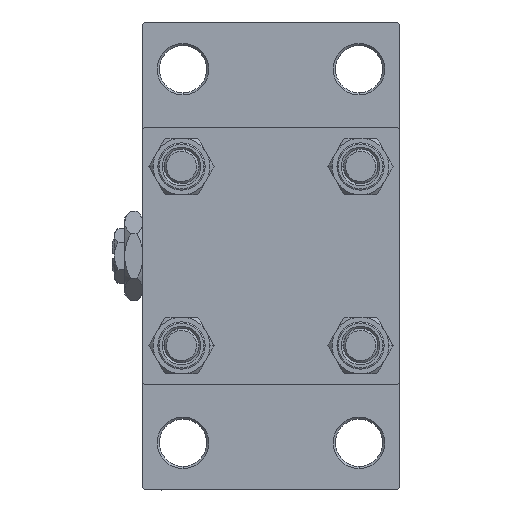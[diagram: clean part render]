
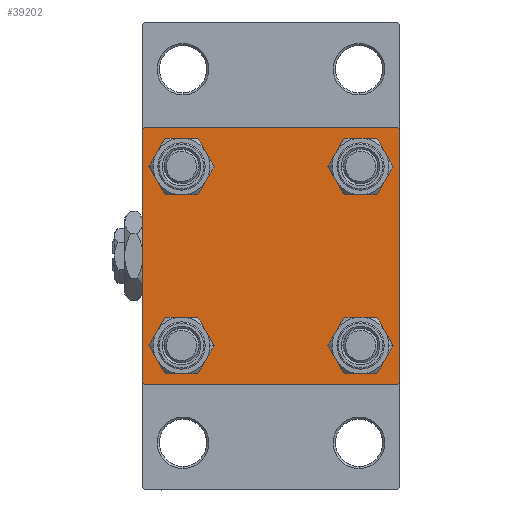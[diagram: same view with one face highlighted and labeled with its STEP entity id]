
A CAD part, left-side view. The second image highlights one B-rep face of the part: STEP entity #39202.
In plain terms, the highlighted planar face has unit normal (-1, 0, 0).
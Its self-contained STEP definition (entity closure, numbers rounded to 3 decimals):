
#129 = VERTEX_POINT ( 'NONE', #21814 ) ;
#467 = VECTOR ( 'NONE', #14560, 1000. ) ;
#806 = DIRECTION ( 'NONE',  ( 0., 0., 1. ) ) ;
#1358 = EDGE_CURVE ( 'NONE', #10996, #8445, #39216, .T. ) ;
#1648 = AXIS2_PLACEMENT_3D ( 'NONE', #43528, #18395, #51233 ) ;
#1703 = CIRCLE ( 'NONE', #16979, 4.5 ) ;
#1867 = VECTOR ( 'NONE', #45133, 1000. ) ;
#2464 = VERTEX_POINT ( 'NONE', #26314 ) ;
#2653 = CARTESIAN_POINT ( 'NONE',  ( 0., 20.85, 25.35 ) ) ;
#2793 = EDGE_CURVE ( 'NONE', #8007, #5858, #8741, .T. ) ;
#2910 = DIRECTION ( 'NONE',  ( 0., 0., 1. ) ) ;
#3061 = FACE_OUTER_BOUND ( 'NONE', #37703, .T. ) ;
#4466 = AXIS2_PLACEMENT_3D ( 'NONE', #35887, #43040, #6709 ) ;
#4734 = AXIS2_PLACEMENT_3D ( 'NONE', #39657, #43610, #27210 ) ;
#5042 = EDGE_CURVE ( 'NONE', #129, #29561, #47792, .T. ) ;
#5565 = DIRECTION ( 'NONE',  ( 0., 0., 1. ) ) ;
#5858 = VERTEX_POINT ( 'NONE', #52365 ) ;
#5920 = DIRECTION ( 'NONE',  ( 0., 0., 1. ) ) ;
#5957 = CARTESIAN_POINT ( 'NONE',  ( 0., -29.75, 29.75 ) ) ;
#6038 = CARTESIAN_POINT ( 'NONE',  ( 0., -29.75, -29.75 ) ) ;
#6082 = DIRECTION ( 'NONE',  ( 1., 0., 0. ) ) ;
#6339 = CARTESIAN_POINT ( 'NONE',  ( 0., 20.85, -20.85 ) ) ;
#6709 = DIRECTION ( 'NONE',  ( 0., 0., 1. ) ) ;
#6974 = ORIENTED_EDGE ( 'NONE', *, *, #29575, .T. ) ;
#6998 = ORIENTED_EDGE ( 'NONE', *, *, #30467, .T. ) ;
#7267 = AXIS2_PLACEMENT_3D ( 'NONE', #33751, #37198, #33223 ) ;
#7293 = FACE_BOUND ( 'NONE', #45372, .T. ) ;
#7397 = CARTESIAN_POINT ( 'NONE',  ( 0., -30., -29.5 ) ) ;
#8007 = VERTEX_POINT ( 'NONE', #21617 ) ;
#8270 = VERTEX_POINT ( 'NONE', #37375 ) ;
#8445 = VERTEX_POINT ( 'NONE', #11358 ) ;
#8741 = CIRCLE ( 'NONE', #36686, 4.5 ) ;
#9312 = CARTESIAN_POINT ( 'NONE',  ( 0., 29.75, -29.75 ) ) ;
#9414 = DIRECTION ( 'NONE',  ( 0., 0., -1. ) ) ;
#10120 = CARTESIAN_POINT ( 'NONE',  ( 0., -29.5, -30. ) ) ;
#10996 = VERTEX_POINT ( 'NONE', #40859 ) ;
#11358 = CARTESIAN_POINT ( 'NONE',  ( 0., -20.85, 16.35 ) ) ;
#11503 = CARTESIAN_POINT ( 'NONE',  ( 0., 29.75, 29.75 ) ) ;
#12071 = LINE ( 'NONE', #16320, #42125 ) ;
#13079 = LINE ( 'NONE', #21032, #1867 ) ;
#14062 = CARTESIAN_POINT ( 'NONE',  ( 0., 30., 29.5 ) ) ;
#14349 = VECTOR ( 'NONE', #38328, 1000. ) ;
#14371 = ORIENTED_EDGE ( 'NONE', *, *, #51171, .T. ) ;
#14560 = DIRECTION ( 'NONE',  ( 0., -0.707, 0.707 ) ) ;
#15285 = FACE_BOUND ( 'NONE', #22528, .T. ) ;
#15390 = VECTOR ( 'NONE', #51535, 1000. ) ;
#15490 = LINE ( 'NONE', #11503, #15390 ) ;
#15737 = AXIS2_PLACEMENT_3D ( 'NONE', #42252, #30858, #5920 ) ;
#15806 = PLANE ( 'NONE',  #4734 ) ;
#16085 = VERTEX_POINT ( 'NONE', #23151 ) ;
#16285 = ORIENTED_EDGE ( 'NONE', *, *, #32691, .T. ) ;
#16320 = CARTESIAN_POINT ( 'NONE',  ( 0., 30., -30. ) ) ;
#16785 = EDGE_CURVE ( 'NONE', #5858, #8007, #28550, .T. ) ;
#16979 = AXIS2_PLACEMENT_3D ( 'NONE', #6339, #6082, #5565 ) ;
#17161 = ORIENTED_EDGE ( 'NONE', *, *, #5042, .T. ) ;
#17426 = ORIENTED_EDGE ( 'NONE', *, *, #1358, .T. ) ;
#17802 = CARTESIAN_POINT ( 'NONE',  ( 0., -29.5, 30. ) ) ;
#17883 = EDGE_LOOP ( 'NONE', ( #22341, #37191 ) ) ;
#18395 = DIRECTION ( 'NONE',  ( 1., 0., 0. ) ) ;
#20094 = CARTESIAN_POINT ( 'NONE',  ( 0., -30., 30. ) ) ;
#20924 = VERTEX_POINT ( 'NONE', #37932 ) ;
#20964 = DIRECTION ( 'NONE',  ( 1., 0., 0. ) ) ;
#21032 = CARTESIAN_POINT ( 'NONE',  ( 0., 30., 30. ) ) ;
#21617 = CARTESIAN_POINT ( 'NONE',  ( 0., -20.85, -16.35 ) ) ;
#21814 = CARTESIAN_POINT ( 'NONE',  ( 0., 20.85, 16.35 ) ) ;
#22239 = CARTESIAN_POINT ( 'NONE',  ( 0., 20.85, 20.85 ) ) ;
#22341 = ORIENTED_EDGE ( 'NONE', *, *, #2793, .T. ) ;
#22528 = EDGE_LOOP ( 'NONE', ( #14371, #33593 ) ) ;
#22824 = EDGE_LOOP ( 'NONE', ( #6974, #17161 ) ) ;
#22864 = VECTOR ( 'NONE', #25100, 1000. ) ;
#22944 = VERTEX_POINT ( 'NONE', #7397 ) ;
#23151 = CARTESIAN_POINT ( 'NONE',  ( 0., 30., -29.5 ) ) ;
#23632 = EDGE_CURVE ( 'NONE', #8270, #51199, #33306, .T. ) ;
#23771 = FACE_BOUND ( 'NONE', #22824, .T. ) ;
#24520 = CIRCLE ( 'NONE', #1648, 4.5 ) ;
#24632 = EDGE_CURVE ( 'NONE', #8270, #22944, #45225, .T. ) ;
#25034 = EDGE_CURVE ( 'NONE', #8445, #10996, #24520, .T. ) ;
#25100 = DIRECTION ( 'NONE',  ( 0., 0., -1. ) ) ;
#25502 = DIRECTION ( 'NONE',  ( 0., -0.707, -0.707 ) ) ;
#25618 = ORIENTED_EDGE ( 'NONE', *, *, #38176, .T. ) ;
#26074 = VECTOR ( 'NONE', #9414, 1000. ) ;
#26276 = LINE ( 'NONE', #9312, #32281 ) ;
#26314 = CARTESIAN_POINT ( 'NONE',  ( 0., 29.5, 30. ) ) ;
#26404 = VERTEX_POINT ( 'NONE', #14062 ) ;
#27210 = DIRECTION ( 'NONE',  ( 0., 0., 1. ) ) ;
#28550 = CIRCLE ( 'NONE', #7267, 4.5 ) ;
#29496 = ORIENTED_EDGE ( 'NONE', *, *, #24632, .F. ) ;
#29561 = VERTEX_POINT ( 'NONE', #2653 ) ;
#29575 = EDGE_CURVE ( 'NONE', #29561, #129, #50835, .T. ) ;
#30467 = EDGE_CURVE ( 'NONE', #16085, #41677, #26276, .T. ) ;
#30701 = DIRECTION ( 'NONE',  ( 1., 0., 0. ) ) ;
#30858 = DIRECTION ( 'NONE',  ( 1., 0., 0. ) ) ;
#32281 = VECTOR ( 'NONE', #25502, 1000. ) ;
#32486 = DIRECTION ( 'NONE',  ( 0., -1., 0. ) ) ;
#32691 = EDGE_CURVE ( 'NONE', #2464, #26404, #15490, .T. ) ;
#32802 = EDGE_CURVE ( 'NONE', #2464, #51199, #13079, .T. ) ;
#33223 = DIRECTION ( 'NONE',  ( 0., 0., 1. ) ) ;
#33306 = LINE ( 'NONE', #5957, #14349 ) ;
#33593 = ORIENTED_EDGE ( 'NONE', *, *, #38663, .T. ) ;
#33751 = CARTESIAN_POINT ( 'NONE',  ( 0., -20.85, -20.85 ) ) ;
#34064 = LINE ( 'NONE', #45985, #26074 ) ;
#34346 = CIRCLE ( 'NONE', #15737, 4.5 ) ;
#34685 = DIRECTION ( 'NONE',  ( 0., 0., 1. ) ) ;
#35863 = ORIENTED_EDGE ( 'NONE', *, *, #23632, .T. ) ;
#35887 = CARTESIAN_POINT ( 'NONE',  ( 0., -20.85, 20.85 ) ) ;
#36686 = AXIS2_PLACEMENT_3D ( 'NONE', #45067, #20964, #806 ) ;
#37191 = ORIENTED_EDGE ( 'NONE', *, *, #16785, .T. ) ;
#37198 = DIRECTION ( 'NONE',  ( 1., 0., 0. ) ) ;
#37375 = CARTESIAN_POINT ( 'NONE',  ( 0., -30., 29.5 ) ) ;
#37703 = EDGE_LOOP ( 'NONE', ( #50524, #6998, #40736, #25618, #29496, #35863, #50723, #16285 ) ) ;
#37768 = VERTEX_POINT ( 'NONE', #49931 ) ;
#37932 = CARTESIAN_POINT ( 'NONE',  ( 0., 20.85, -16.35 ) ) ;
#38176 = EDGE_CURVE ( 'NONE', #46682, #22944, #51113, .T. ) ;
#38328 = DIRECTION ( 'NONE',  ( 0., 0.707, 0.707 ) ) ;
#38663 = EDGE_CURVE ( 'NONE', #37768, #20924, #34346, .T. ) ;
#38965 = AXIS2_PLACEMENT_3D ( 'NONE', #51689, #42942, #2910 ) ;
#39202 = ADVANCED_FACE ( 'NONE', ( #7293, #52115, #15285, #23771, #3061 ), #15806, .T. ) ;
#39216 = CIRCLE ( 'NONE', #4466, 4.5 ) ;
#39657 = CARTESIAN_POINT ( 'NONE',  ( 0., 0., 0. ) ) ;
#40736 = ORIENTED_EDGE ( 'NONE', *, *, #45368, .T. ) ;
#40751 = ORIENTED_EDGE ( 'NONE', *, *, #25034, .T. ) ;
#40859 = CARTESIAN_POINT ( 'NONE',  ( 0., -20.85, 25.35 ) ) ;
#40901 = CARTESIAN_POINT ( 'NONE',  ( 0., 29.5, -30. ) ) ;
#41677 = VERTEX_POINT ( 'NONE', #40901 ) ;
#42125 = VECTOR ( 'NONE', #32486, 1000. ) ;
#42252 = CARTESIAN_POINT ( 'NONE',  ( 0., 20.85, -20.85 ) ) ;
#42942 = DIRECTION ( 'NONE',  ( 1., 0., 0. ) ) ;
#43040 = DIRECTION ( 'NONE',  ( 1., 0., 0. ) ) ;
#43078 = EDGE_CURVE ( 'NONE', #26404, #16085, #34064, .T. ) ;
#43528 = CARTESIAN_POINT ( 'NONE',  ( 0., -20.85, 20.85 ) ) ;
#43610 = DIRECTION ( 'NONE',  ( -1., 0., 0. ) ) ;
#45067 = CARTESIAN_POINT ( 'NONE',  ( 0., -20.85, -20.85 ) ) ;
#45133 = DIRECTION ( 'NONE',  ( 0., -1., 0. ) ) ;
#45225 = LINE ( 'NONE', #20094, #22864 ) ;
#45368 = EDGE_CURVE ( 'NONE', #41677, #46682, #12071, .T. ) ;
#45372 = EDGE_LOOP ( 'NONE', ( #17426, #40751 ) ) ;
#45985 = CARTESIAN_POINT ( 'NONE',  ( 0., 30., 30. ) ) ;
#46682 = VERTEX_POINT ( 'NONE', #10120 ) ;
#46958 = AXIS2_PLACEMENT_3D ( 'NONE', #22239, #30701, #34685 ) ;
#47792 = CIRCLE ( 'NONE', #46958, 4.5 ) ;
#49931 = CARTESIAN_POINT ( 'NONE',  ( 0., 20.85, -25.35 ) ) ;
#50524 = ORIENTED_EDGE ( 'NONE', *, *, #43078, .T. ) ;
#50723 = ORIENTED_EDGE ( 'NONE', *, *, #32802, .F. ) ;
#50835 = CIRCLE ( 'NONE', #38965, 4.5 ) ;
#51113 = LINE ( 'NONE', #6038, #467 ) ;
#51171 = EDGE_CURVE ( 'NONE', #20924, #37768, #1703, .T. ) ;
#51199 = VERTEX_POINT ( 'NONE', #17802 ) ;
#51233 = DIRECTION ( 'NONE',  ( 0., 0., 1. ) ) ;
#51535 = DIRECTION ( 'NONE',  ( 0., 0.707, -0.707 ) ) ;
#51689 = CARTESIAN_POINT ( 'NONE',  ( 0., 20.85, 20.85 ) ) ;
#52115 = FACE_BOUND ( 'NONE', #17883, .T. ) ;
#52365 = CARTESIAN_POINT ( 'NONE',  ( 0., -20.85, -25.35 ) ) ;
